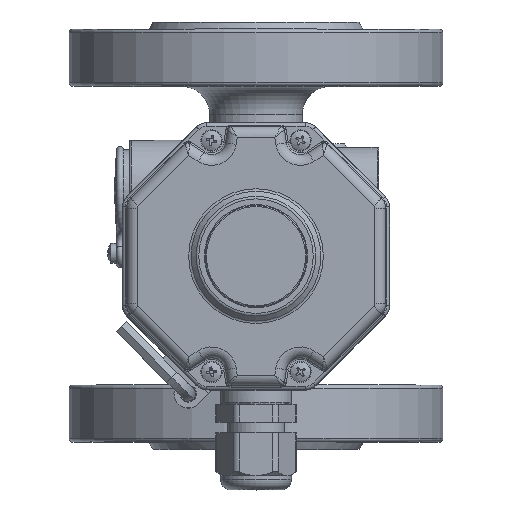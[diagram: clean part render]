
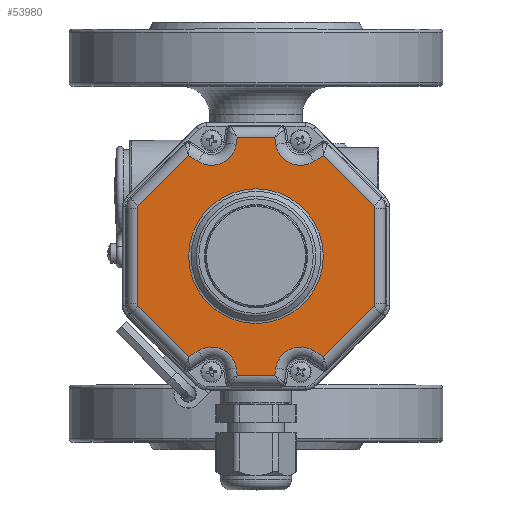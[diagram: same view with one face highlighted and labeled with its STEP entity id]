
A CAD part, top view. The second image highlights one B-rep face of the part: STEP entity #53980.
In plain terms, the highlighted face is planar.
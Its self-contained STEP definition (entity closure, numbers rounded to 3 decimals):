
#3458=CIRCLE('',#58334,1.);
#3463=CIRCLE('',#58342,1.);
#3471=CIRCLE('',#58355,7.);
#3480=CIRCLE('',#58369,1.);
#3484=CIRCLE('',#58376,7.);
#3488=CIRCLE('',#58381,1.);
#3523=CIRCLE('',#58468,7.);
#3524=CIRCLE('',#58469,7.);
#3525=CIRCLE('',#58470,18.914);
#14011=ORIENTED_EDGE('',*,*,#23655,.T.);
#14012=ORIENTED_EDGE('',*,*,#23834,.T.);
#14013=ORIENTED_EDGE('',*,*,#23645,.T.);
#14014=ORIENTED_EDGE('',*,*,#23641,.T.);
#14015=ORIENTED_EDGE('',*,*,#23647,.T.);
#14016=ORIENTED_EDGE('',*,*,#23650,.T.);
#14017=ORIENTED_EDGE('',*,*,#23657,.T.);
#14018=ORIENTED_EDGE('',*,*,#23662,.T.);
#14019=ORIENTED_EDGE('',*,*,#23672,.T.);
#14020=ORIENTED_EDGE('',*,*,#23678,.T.);
#14021=ORIENTED_EDGE('',*,*,#23681,.T.);
#14022=ORIENTED_EDGE('',*,*,#23692,.T.);
#14023=ORIENTED_EDGE('',*,*,#23703,.T.);
#14024=ORIENTED_EDGE('',*,*,#23709,.T.);
#14025=ORIENTED_EDGE('',*,*,#23715,.T.);
#14026=ORIENTED_EDGE('',*,*,#23719,.T.);
#14027=ORIENTED_EDGE('',*,*,#23713,.T.);
#14028=ORIENTED_EDGE('',*,*,#23707,.T.);
#14029=ORIENTED_EDGE('',*,*,#23701,.T.);
#14030=ORIENTED_EDGE('',*,*,#23696,.T.);
#14031=ORIENTED_EDGE('',*,*,#23686,.T.);
#14032=ORIENTED_EDGE('',*,*,#23835,.T.);
#14033=ORIENTED_EDGE('',*,*,#23676,.T.);
#14034=ORIENTED_EDGE('',*,*,#23666,.T.);
#14035=ORIENTED_EDGE('',*,*,#23836,.T.);
#23641=EDGE_CURVE('',#29047,#29049,#32752,.T.);
#23645=EDGE_CURVE('',#29050,#29047,#32755,.T.);
#23647=EDGE_CURVE('',#29049,#29053,#3458,.T.);
#23650=EDGE_CURVE('',#29053,#29055,#32756,.T.);
#23655=EDGE_CURVE('',#29056,#29059,#32759,.T.);
#23657=EDGE_CURVE('',#29055,#29061,#3463,.T.);
#23662=EDGE_CURVE('',#29061,#29064,#32760,.T.);
#23666=EDGE_CURVE('',#29065,#29056,#32763,.T.);
#23672=EDGE_CURVE('',#29064,#29070,#32764,.T.);
#23676=EDGE_CURVE('',#29071,#29065,#32767,.T.);
#23678=EDGE_CURVE('',#29070,#29074,#3471,.T.);
#23681=EDGE_CURVE('',#29074,#29076,#32768,.T.);
#23686=EDGE_CURVE('',#29077,#29080,#32771,.T.);
#23692=EDGE_CURVE('',#29076,#29084,#32772,.T.);
#23696=EDGE_CURVE('',#29085,#29077,#32775,.T.);
#23701=EDGE_CURVE('',#29088,#29085,#3480,.T.);
#23703=EDGE_CURVE('',#29084,#29091,#32776,.T.);
#23707=EDGE_CURVE('',#29092,#29088,#32779,.T.);
#23709=EDGE_CURVE('',#29091,#29095,#3484,.T.);
#23713=EDGE_CURVE('',#29096,#29092,#3488,.T.);
#23715=EDGE_CURVE('',#29095,#29099,#32780,.T.);
#23719=EDGE_CURVE('',#29099,#29096,#32783,.T.);
#23834=EDGE_CURVE('',#29059,#29050,#3523,.T.);
#23835=EDGE_CURVE('',#29080,#29071,#3524,.T.);
#23836=EDGE_CURVE('',#29163,#29163,#3525,.T.);
#29047=VERTEX_POINT('',#90954);
#29049=VERTEX_POINT('',#90973);
#29050=VERTEX_POINT('',#90978);
#29053=VERTEX_POINT('',#90985);
#29055=VERTEX_POINT('',#90991);
#29056=VERTEX_POINT('',#91010);
#29059=VERTEX_POINT('',#91015);
#29061=VERTEX_POINT('',#91020);
#29064=VERTEX_POINT('',#91099);
#29065=VERTEX_POINT('',#91118);
#29070=VERTEX_POINT('',#91237);
#29071=VERTEX_POINT('',#91242);
#29074=VERTEX_POINT('',#91249);
#29076=VERTEX_POINT('',#91269);
#29077=VERTEX_POINT('',#91288);
#29080=VERTEX_POINT('',#91293);
#29084=VERTEX_POINT('',#91424);
#29085=VERTEX_POINT('',#91429);
#29088=VERTEX_POINT('',#91494);
#29091=VERTEX_POINT('',#91501);
#29092=VERTEX_POINT('',#91506);
#29095=VERTEX_POINT('',#91513);
#29096=VERTEX_POINT('',#91518);
#29099=VERTEX_POINT('',#91539);
#29163=VERTEX_POINT('',#91826);
#32752=LINE('',#90974,#35826);
#32755=LINE('',#90981,#35829);
#32756=LINE('',#90992,#35830);
#32759=LINE('',#91016,#35833);
#32760=LINE('',#91100,#35834);
#32763=LINE('',#91121,#35837);
#32764=LINE('',#91238,#35838);
#32767=LINE('',#91245,#35841);
#32768=LINE('',#91270,#35842);
#32771=LINE('',#91294,#35845);
#32772=LINE('',#91425,#35846);
#32775=LINE('',#91432,#35849);
#32776=LINE('',#91502,#35850);
#32779=LINE('',#91509,#35853);
#32780=LINE('',#91540,#35854);
#32783=LINE('',#91560,#35857);
#35826=VECTOR('',#68956,1000.);
#35829=VECTOR('',#68963,1000.);
#35830=VECTOR('',#68976,1000.);
#35833=VECTOR('',#68983,1000.);
#35834=VECTOR('',#68996,1000.);
#35837=VECTOR('',#69001,1000.);
#35838=VECTOR('',#69010,1000.);
#35841=VECTOR('',#69017,1000.);
#35842=VECTOR('',#69028,1000.);
#35845=VECTOR('',#69035,1000.);
#35846=VECTOR('',#69042,1000.);
#35849=VECTOR('',#69049,1000.);
#35850=VECTOR('',#69064,1000.);
#35853=VECTOR('',#69071,1000.);
#35854=VECTOR('',#69090,1000.);
#35857=VECTOR('',#69095,1000.);
#38991=EDGE_LOOP('',(#14011,#14012,#14013,#14014,#14015,#14016,#14017,#14018,
#14019,#14020,#14021,#14022,#14023,#14024,#14025,#14026,#14027,#14028,#14029,
#14030,#14031,#14032,#14033,#14034));
#38992=EDGE_LOOP('',(#14035));
#42417=FACE_BOUND('',#38991,.T.);
#42418=FACE_BOUND('',#38992,.T.);
#44462=PLANE('',#58467);
#53980=ADVANCED_FACE('',(#42417,#42418),#44462,.T.);
#58334=AXIS2_PLACEMENT_3D('',#90986,#68968,#68969);
#58342=AXIS2_PLACEMENT_3D('',#91021,#68988,#68989);
#58355=AXIS2_PLACEMENT_3D('',#91250,#69022,#69023);
#58369=AXIS2_PLACEMENT_3D('',#91497,#69058,#69059);
#58376=AXIS2_PLACEMENT_3D('',#91514,#69076,#69077);
#58381=AXIS2_PLACEMENT_3D('',#91521,#69086,#69087);
#58467=AXIS2_PLACEMENT_3D('',#91822,#69342,#69343);
#58468=AXIS2_PLACEMENT_3D('',#91823,#69344,#69345);
#58469=AXIS2_PLACEMENT_3D('',#91824,#69346,#69347);
#58470=AXIS2_PLACEMENT_3D('',#91825,#69348,#69349);
#68956=DIRECTION('',(-0.707,0.,0.707));
#68963=DIRECTION('',(-0.844,0.,-0.536));
#68968=DIRECTION('',(0.,1.,0.));
#68969=DIRECTION('',(0.,0.,1.));
#68976=DIRECTION('',(0.,0.,1.));
#68983=DIRECTION('',(-0.156,0.,0.988));
#68988=DIRECTION('',(0.,1.,0.));
#68989=DIRECTION('',(0.,0.,1.));
#68996=DIRECTION('',(0.707,0.,0.707));
#69001=DIRECTION('',(-1.,0.,0.));
#69010=DIRECTION('',(0.844,0.,-0.536));
#69017=DIRECTION('',(-0.156,0.,-0.988));
#69022=DIRECTION('',(0.,-1.,0.));
#69023=DIRECTION('',(0.,0.,1.));
#69028=DIRECTION('',(0.156,0.,0.988));
#69035=DIRECTION('',(-0.844,0.,0.536));
#69042=DIRECTION('',(1.,0.,0.));
#69049=DIRECTION('',(-0.707,0.,-0.707));
#69058=DIRECTION('',(0.,1.,0.));
#69059=DIRECTION('',(0.,0.,1.));
#69064=DIRECTION('',(0.156,0.,-0.988));
#69071=DIRECTION('',(0.,0.,-1.));
#69076=DIRECTION('',(0.,-1.,0.));
#69077=DIRECTION('',(0.,0.,1.));
#69086=DIRECTION('',(0.,1.,0.));
#69087=DIRECTION('',(0.,0.,1.));
#69090=DIRECTION('',(0.844,0.,0.536));
#69095=DIRECTION('',(0.707,0.,-0.707));
#69342=DIRECTION('',(0.,1.,0.));
#69343=DIRECTION('',(0.,0.,1.));
#69344=DIRECTION('',(0.,-1.,0.));
#69345=DIRECTION('',(0.,0.,1.));
#69346=DIRECTION('',(0.,-1.,0.));
#69347=DIRECTION('',(0.,0.,1.));
#69348=DIRECTION('',(0.,-1.,0.));
#69349=DIRECTION('',(0.,0.,1.));
#90954=CARTESIAN_POINT('',(-18.939,26.,-28.296));
#90973=CARTESIAN_POINT('',(-33.107,26.,-14.128));
#90974=CARTESIAN_POINT('',(-33.107,26.,-14.128));
#90978=CARTESIAN_POINT('',(-16.251,26.,-26.59));
#90981=CARTESIAN_POINT('',(-20.292,26.,-29.154));
#90985=CARTESIAN_POINT('',(-33.4,26.,-13.421));
#90986=CARTESIAN_POINT('',(-32.4,26.,-13.421));
#90991=CARTESIAN_POINT('',(-33.4,26.,13.421));
#90992=CARTESIAN_POINT('',(-33.4,26.,13.421));
#91010=CARTESIAN_POINT('',(-5.27,26.,-33.4));
#91015=CARTESIAN_POINT('',(-5.586,26.,-31.405));
#91016=CARTESIAN_POINT('',(-10.302,26.,-1.632));
#91020=CARTESIAN_POINT('',(-33.107,26.,14.128));
#91021=CARTESIAN_POINT('',(-32.4,26.,13.421));
#91099=CARTESIAN_POINT('',(-18.939,26.,28.296));
#91100=CARTESIAN_POINT('',(-17.806,26.,29.429));
#91118=CARTESIAN_POINT('',(5.27,26.,-33.4));
#91121=CARTESIAN_POINT('',(-6.978,26.,-33.4));
#91237=CARTESIAN_POINT('',(-16.251,26.,26.59));
#91238=CARTESIAN_POINT('',(7.364,26.,11.603));
#91242=CARTESIAN_POINT('',(5.586,26.,-31.405));
#91245=CARTESIAN_POINT('',(5.003,26.,-35.087));
#91249=CARTESIAN_POINT('',(-5.586,26.,31.405));
#91250=CARTESIAN_POINT('',(-12.5,26.,32.5));
#91269=CARTESIAN_POINT('',(-5.27,26.,33.4));
#91270=CARTESIAN_POINT('',(-5.003,26.,35.087));
#91288=CARTESIAN_POINT('',(18.939,26.,-28.296));
#91293=CARTESIAN_POINT('',(16.251,26.,-26.59));
#91294=CARTESIAN_POINT('',(-7.364,26.,-11.603));
#91424=CARTESIAN_POINT('',(5.27,26.,33.4));
#91425=CARTESIAN_POINT('',(6.978,26.,33.4));
#91429=CARTESIAN_POINT('',(33.107,26.,-14.128));
#91432=CARTESIAN_POINT('',(17.806,26.,-29.429));
#91494=CARTESIAN_POINT('',(33.4,26.,-13.421));
#91497=CARTESIAN_POINT('',(32.4,26.,-13.421));
#91501=CARTESIAN_POINT('',(5.586,26.,31.405));
#91502=CARTESIAN_POINT('',(10.302,26.,1.632));
#91506=CARTESIAN_POINT('',(33.4,26.,13.421));
#91509=CARTESIAN_POINT('',(33.4,26.,-13.421));
#91513=CARTESIAN_POINT('',(16.251,26.,26.59));
#91514=CARTESIAN_POINT('',(12.5,26.,32.5));
#91518=CARTESIAN_POINT('',(33.107,26.,14.128));
#91521=CARTESIAN_POINT('',(32.4,26.,13.421));
#91539=CARTESIAN_POINT('',(18.939,26.,28.296));
#91540=CARTESIAN_POINT('',(20.292,26.,29.154));
#91560=CARTESIAN_POINT('',(33.107,26.,14.128));
#91822=CARTESIAN_POINT('',(0.,26.,0.));
#91823=CARTESIAN_POINT('',(-12.5,26.,-32.5));
#91824=CARTESIAN_POINT('',(12.5,26.,-32.5));
#91825=CARTESIAN_POINT('',(0.,26.,0.));
#91826=CARTESIAN_POINT('',(0.,26.,18.914));
